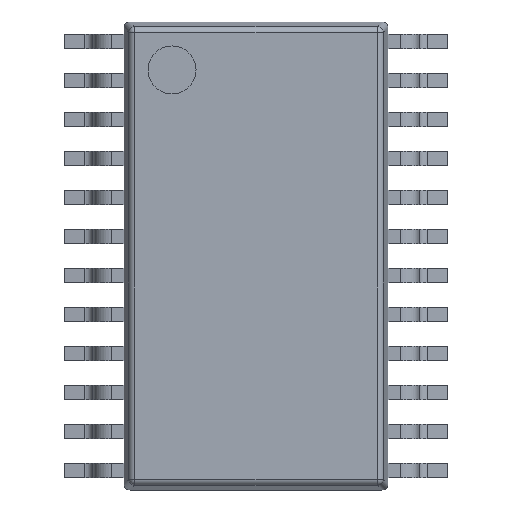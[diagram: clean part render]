
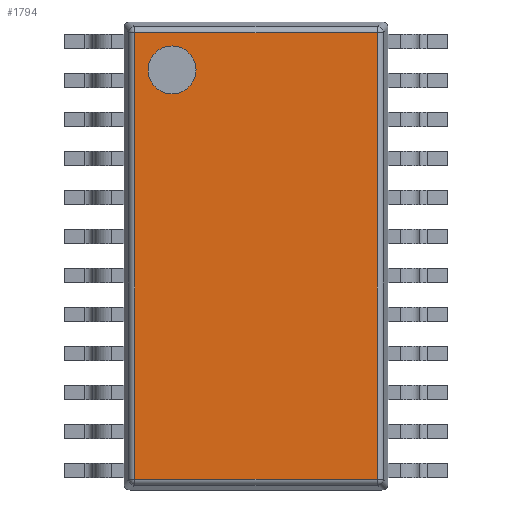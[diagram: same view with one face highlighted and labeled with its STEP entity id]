
A CAD part, top view. The second image highlights one B-rep face of the part: STEP entity #1794.
In plain terms, the highlighted face is planar.
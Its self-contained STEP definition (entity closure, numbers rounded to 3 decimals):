
#705=CARTESIAN_POINT('',(-1.4,0.45,-3.1));
#706=DIRECTION('',(0.,-1.,0.));
#707=DIRECTION('',(1.,0.,0.));
#708=AXIS2_PLACEMENT_3D('',#705,#706,#707);
#713=CARTESIAN_POINT('',(-1.4,0.45,-3.1));
#714=DIRECTION('',(0.,-1.,0.));
#715=DIRECTION('',(-1.,0.,0.));
#716=AXIS2_PLACEMENT_3D('',#713,#714,#715);
#721=DIRECTION('',(0.,0.,1.));
#722=VECTOR('',#721,7.447);
#723=CARTESIAN_POINT('',(-2.023,0.45,-3.723));
#724=LINE('',#723,#722);
#728=DIRECTION('',(-1.,0.,0.));
#729=VECTOR('',#728,4.047);
#730=CARTESIAN_POINT('',(2.023,0.45,-3.723));
#731=LINE('',#730,#729);
#735=DIRECTION('',(0.,0.,-1.));
#736=VECTOR('',#735,7.447);
#737=CARTESIAN_POINT('',(2.023,0.45,3.723));
#738=LINE('',#737,#736);
#742=DIRECTION('',(1.,0.,0.));
#743=VECTOR('',#742,4.047);
#744=CARTESIAN_POINT('',(-2.023,0.45,3.723));
#745=LINE('',#744,#743);
#1084=CARTESIAN_POINT('',(-1.,0.45,-3.1));
#1085=CARTESIAN_POINT('',(-1.8,0.45,-3.1));
#1086=VERTEX_POINT('',#1084);
#1087=VERTEX_POINT('',#1085);
#1100=CARTESIAN_POINT('',(-2.023,0.45,-3.723));
#1101=CARTESIAN_POINT('',(-2.023,0.45,3.723));
#1102=VERTEX_POINT('',#1100);
#1103=VERTEX_POINT('',#1101);
#1108=CARTESIAN_POINT('',(2.023,0.45,3.723));
#1109=CARTESIAN_POINT('',(2.023,0.45,-3.723));
#1110=VERTEX_POINT('',#1108);
#1111=VERTEX_POINT('',#1109);
#1777=CARTESIAN_POINT('',(0.,0.45,0.));
#1778=DIRECTION('',(0.,1.,0.));
#1779=DIRECTION('',(1.,0.,0.));
#1780=AXIS2_PLACEMENT_3D('',#1777,#1778,#1779);
#1781=PLANE('',#1780);
#1782=ORIENTED_EDGE('',*,*,#1701,.F.);
#1783=ORIENTED_EDGE('',*,*,#1768,.F.);
#1784=ORIENTED_EDGE('',*,*,#1610,.F.);
#1785=ORIENTED_EDGE('',*,*,#1639,.F.);
#1786=EDGE_LOOP('',(#1782,#1783,#1784,#1785));
#1787=FACE_OUTER_BOUND('',#1786,.F.);
#1789=ORIENTED_EDGE('',*,*,#1788,.F.);
#1791=ORIENTED_EDGE('',*,*,#1790,.F.);
#1792=EDGE_LOOP('',(#1789,#1791));
#1793=FACE_BOUND('',#1792,.F.);
#1794=ADVANCED_FACE('',(#1787,#1793),#1781,.T.);
#709=CIRCLE('',#708,0.4);
#717=CIRCLE('',#716,0.4);
#1610=EDGE_CURVE('',#1110,#1111,#738,.T.);
#1639=EDGE_CURVE('',#1103,#1110,#745,.T.);
#1701=EDGE_CURVE('',#1102,#1103,#724,.T.);
#1768=EDGE_CURVE('',#1111,#1102,#731,.T.);
#1788=EDGE_CURVE('',#1086,#1087,#709,.T.);
#1790=EDGE_CURVE('',#1087,#1086,#717,.T.);
